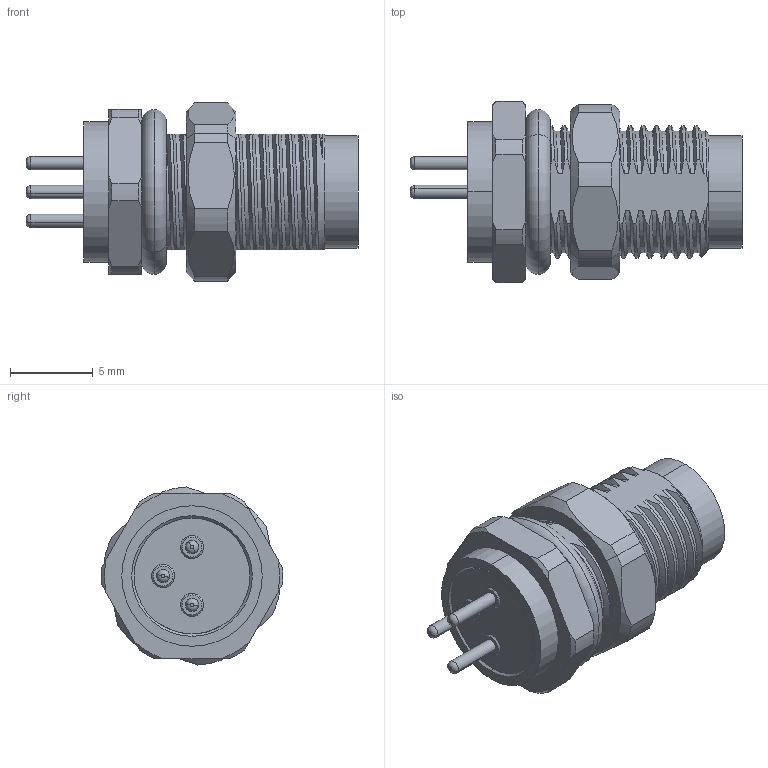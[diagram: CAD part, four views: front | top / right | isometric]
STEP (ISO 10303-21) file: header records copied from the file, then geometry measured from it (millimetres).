
FILE_DESCRIPTION (( 'STEP AP203' ), '1' );
FILE_NAME ('54-00275_A.STEP', '2022-05-10T18:12:03', ( '' ), ( '' ), 'SwSTEP 2.0', 'SolidWorks 2021', '' );
FILE_SCHEMA (( 'CONFIG_CONTROL_DESIGN' ));
Length unit declared in the file: millimetre
Products named in the file (6): 54-00275_A; 54-00275-04___; 54-00275-02; 54-00275-03___; 54-00275-05___; 54-00275-01___
Assembly tree (7 placements, depth 2):
  54-00275_A
    54-00275-01___
    54-00275-02
    54-00275-03___  x3
    54-00275-04___
    54-00275-05___
Bounding box: 20.1 x 10.99 x 10.78 mm (x, y, z)
Volume: 880.2 mm3; surface area: 2134 mm2
Topology: 7 solids, 7 shells, 308 faces, 772 edges, 496 vertices
Faces by surface type: cylinder 135, bspline 56, plane 49, cone 46, torus 22
Entity records: 32904 total; most frequent: CARTESIAN_POINT 26734, ORIENTED_EDGE 1328, DIRECTION 954, EDGE_CURVE 664, VERTEX_POINT 432, AXIS2_PLACEMENT_3D 371, EDGE_LOOP 274, ADVANCED_FACE 252
